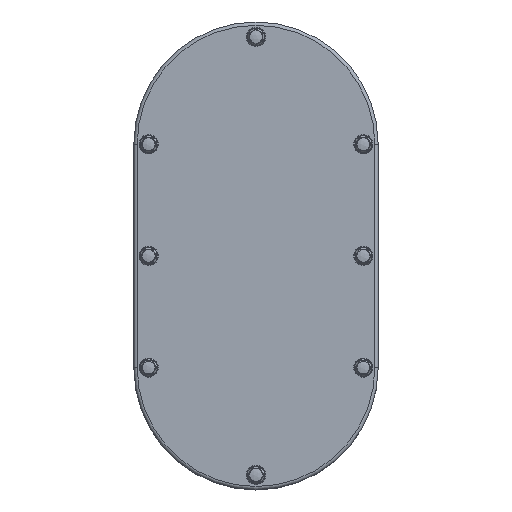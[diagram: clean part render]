
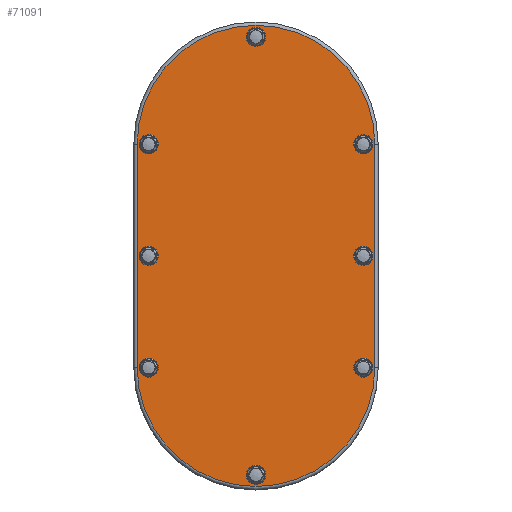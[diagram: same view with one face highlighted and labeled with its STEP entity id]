
A CAD part, top view. The second image highlights one B-rep face of the part: STEP entity #71091.
In plain terms, the highlighted planar face has unit normal (0, 0, 1).
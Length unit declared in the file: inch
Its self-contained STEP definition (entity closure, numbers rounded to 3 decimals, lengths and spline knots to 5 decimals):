
#624 = AXIS2_PLACEMENT_3D ( 'NONE', #67138, #37633, #61025 ) ;
#3398 = FACE_OUTER_BOUND ( 'NONE', #91613, .T. ) ;
#3481 = VERTEX_POINT ( 'NONE', #64938 ) ;
#4648 = ORIENTED_EDGE ( 'NONE', *, *, #17359, .T. ) ;
#4966 = AXIS2_PLACEMENT_3D ( 'NONE', #50483, #81489, #67231 ) ;
#7229 = CARTESIAN_POINT ( 'NONE',  ( 0., 7.77795, 4.86764 ) ) ;
#7254 = CIRCLE ( 'NONE', #57567, 0.22206 ) ;
#7514 = EDGE_LOOP ( 'NONE', ( #29671 ) ) ;
#9028 = CARTESIAN_POINT ( 'NONE',  ( 0., 5.25394, 4.86764 ) ) ;
#9062 = EDGE_CURVE ( 'NONE', #23589, #23589, #7254, .T. ) ;
#10496 = CARTESIAN_POINT ( 'NONE',  ( 2.52402, 2.62697, 4.86764 ) ) ;
#12829 = DIRECTION ( 'NONE',  ( 0., 1., 0. ) ) ;
#13006 = CARTESIAN_POINT ( 'NONE',  ( 2.79528, 0., 4.86764 ) ) ;
#13134 = EDGE_LOOP ( 'NONE', ( #20291 ) ) ;
#13745 = AXIS2_PLACEMENT_3D ( 'NONE', #10496, #26758, #64343 ) ;
#14451 = DIRECTION ( 'NONE',  ( 0., -1., 0. ) ) ;
#15078 = EDGE_CURVE ( 'NONE', #26080, #26080, #90033, .T. ) ;
#17120 = DIRECTION ( 'NONE',  ( -1., 0., 0. ) ) ;
#17359 = EDGE_CURVE ( 'NONE', #57516, #75404, #36820, .T. ) ;
#17604 = FACE_BOUND ( 'NONE', #33694, .T. ) ;
#18243 = DIRECTION ( 'NONE',  ( -1., 0., 0. ) ) ;
#18582 = ORIENTED_EDGE ( 'NONE', *, *, #38834, .F. ) ;
#19120 = FACE_BOUND ( 'NONE', #7514, .T. ) ;
#20291 = ORIENTED_EDGE ( 'NONE', *, *, #53069, .F. ) ;
#20667 = EDGE_LOOP ( 'NONE', ( #23416 ) ) ;
#21340 = ORIENTED_EDGE ( 'NONE', *, *, #48663, .T. ) ;
#23416 = ORIENTED_EDGE ( 'NONE', *, *, #50909, .F. ) ;
#23474 = CARTESIAN_POINT ( 'NONE',  ( -2.30195, 0., 4.86764 ) ) ;
#23589 = VERTEX_POINT ( 'NONE', #92657 ) ;
#24235 = EDGE_LOOP ( 'NONE', ( #46718 ) ) ;
#26080 = VERTEX_POINT ( 'NONE', #96154 ) ;
#26637 = EDGE_LOOP ( 'NONE', ( #29167 ) ) ;
#26758 = DIRECTION ( 'NONE',  ( 0., 0., 1. ) ) ;
#26993 = CIRCLE ( 'NONE', #64310, 0.22206 ) ;
#27355 = CARTESIAN_POINT ( 'NONE',  ( -2.30195, 2.62697, 4.86764 ) ) ;
#29167 = ORIENTED_EDGE ( 'NONE', *, *, #77272, .F. ) ;
#29671 = ORIENTED_EDGE ( 'NONE', *, *, #60234, .F. ) ;
#30680 = ORIENTED_EDGE ( 'NONE', *, *, #88274, .T. ) ;
#32580 = AXIS2_PLACEMENT_3D ( 'NONE', #9028, #40488, #17120 ) ;
#33503 = ORIENTED_EDGE ( 'NONE', *, *, #88289, .T. ) ;
#33694 = EDGE_LOOP ( 'NONE', ( #18582 ) ) ;
#33950 = CARTESIAN_POINT ( 'NONE',  ( -2.74608, 5.25394, 4.86764 ) ) ;
#34215 = AXIS2_PLACEMENT_3D ( 'NONE', #78159, #55792, #94874 ) ;
#34239 = CIRCLE ( 'NONE', #73176, 0.22206 ) ;
#34373 = FACE_BOUND ( 'NONE', #67848, .T. ) ;
#34641 = CARTESIAN_POINT ( 'NONE',  ( -2.79528, 0., 4.86764 ) ) ;
#36161 = LINE ( 'NONE', #38150, #97904 ) ;
#36820 = LINE ( 'NONE', #44959, #39115 ) ;
#37633 = DIRECTION ( 'NONE',  ( 0., 0., 1. ) ) ;
#38150 = CARTESIAN_POINT ( 'NONE',  ( 2.79528, 5.25394, 4.86764 ) ) ;
#38834 = EDGE_CURVE ( 'NONE', #66559, #66559, #46859, .T. ) ;
#39115 = VECTOR ( 'NONE', #14451, 39.37008 ) ;
#40488 = DIRECTION ( 'NONE',  ( 0., 0., -1. ) ) ;
#41497 = FACE_BOUND ( 'NONE', #46424, .T. ) ;
#44008 = CARTESIAN_POINT ( 'NONE',  ( -2.52402, 5.25394, 4.86764 ) ) ;
#44521 = DIRECTION ( 'NONE',  ( 0., 0., 1. ) ) ;
#44959 = CARTESIAN_POINT ( 'NONE',  ( -2.79528, 5.25394, 4.86764 ) ) ;
#46050 = CARTESIAN_POINT ( 'NONE',  ( 0., -2.52402, 4.86764 ) ) ;
#46424 = EDGE_LOOP ( 'NONE', ( #64014 ) ) ;
#46718 = ORIENTED_EDGE ( 'NONE', *, *, #15078, .F. ) ;
#46859 = CIRCLE ( 'NONE', #69549, 0.22206 ) ;
#47075 = CARTESIAN_POINT ( 'NONE',  ( 2.79528, 5.25394, 4.86764 ) ) ;
#48663 = EDGE_CURVE ( 'NONE', #75404, #91228, #71550, .T. ) ;
#50483 = CARTESIAN_POINT ( 'NONE',  ( -2.52402, 0., 4.86764 ) ) ;
#50909 = EDGE_CURVE ( 'NONE', #3481, #3481, #76797, .T. ) ;
#53069 = EDGE_CURVE ( 'NONE', #63446, #63446, #34239, .T. ) ;
#54642 = CIRCLE ( 'NONE', #57820, 0.22206 ) ;
#55792 = DIRECTION ( 'NONE',  ( 0., 0., 1. ) ) ;
#56729 = CARTESIAN_POINT ( 'NONE',  ( 2.52402, 0., 4.86764 ) ) ;
#57067 = VERTEX_POINT ( 'NONE', #88037 ) ;
#57228 = FACE_BOUND ( 'NONE', #24235, .T. ) ;
#57516 = VERTEX_POINT ( 'NONE', #65030 ) ;
#57567 = AXIS2_PLACEMENT_3D ( 'NONE', #83641, #81764, #18243 ) ;
#57743 = FACE_BOUND ( 'NONE', #13134, .T. ) ;
#57820 = AXIS2_PLACEMENT_3D ( 'NONE', #46050, #68397, #91254 ) ;
#58316 = DIRECTION ( 'NONE',  ( 0., 0., 1. ) ) ;
#60234 = EDGE_CURVE ( 'NONE', #74082, #74082, #26993, .T. ) ;
#61025 = DIRECTION ( 'NONE',  ( -1., 0., 0. ) ) ;
#63446 = VERTEX_POINT ( 'NONE', #33950 ) ;
#63863 = FACE_BOUND ( 'NONE', #26637, .T. ) ;
#64014 = ORIENTED_EDGE ( 'NONE', *, *, #85081, .F. ) ;
#64310 = AXIS2_PLACEMENT_3D ( 'NONE', #90297, #58316, #74563 ) ;
#64343 = DIRECTION ( 'NONE',  ( -1., 0., 0. ) ) ;
#64938 = CARTESIAN_POINT ( 'NONE',  ( 0., 8.00002, 4.86764 ) ) ;
#65030 = CARTESIAN_POINT ( 'NONE',  ( -2.79528, 5.25394, 4.86764 ) ) ;
#66559 = VERTEX_POINT ( 'NONE', #75704 ) ;
#67138 = CARTESIAN_POINT ( 'NONE',  ( 0., 5.25394, 4.86764 ) ) ;
#67231 = DIRECTION ( 'NONE',  ( 1., 0., 0. ) ) ;
#67848 = EDGE_LOOP ( 'NONE', ( #97756 ) ) ;
#68397 = DIRECTION ( 'NONE',  ( 0., 0., 1. ) ) ;
#69549 = AXIS2_PLACEMENT_3D ( 'NONE', #56729, #72971, #88201 ) ;
#71091 = ADVANCED_FACE ( 'NONE', ( #63863, #17604, #19120, #41497, #57228, #34373, #78633, #57743, #3398 ), #88705, .F. ) ;
#71550 = CIRCLE ( 'NONE', #34215, 2.79528 ) ;
#72971 = DIRECTION ( 'NONE',  ( 0., 0., 1. ) ) ;
#73176 = AXIS2_PLACEMENT_3D ( 'NONE', #44008, #44521, #74993 ) ;
#74082 = VERTEX_POINT ( 'NONE', #27355 ) ;
#74563 = DIRECTION ( 'NONE',  ( 1., 0., 0. ) ) ;
#74993 = DIRECTION ( 'NONE',  ( -1., 0., 0. ) ) ;
#75328 = DIRECTION ( 'NONE',  ( 0., 0., 1. ) ) ;
#75404 = VERTEX_POINT ( 'NONE', #34641 ) ;
#75704 = CARTESIAN_POINT ( 'NONE',  ( 2.30195, 0., 4.86764 ) ) ;
#76797 = CIRCLE ( 'NONE', #99454, 0.22206 ) ;
#77272 = EDGE_CURVE ( 'NONE', #57067, #57067, #54642, .T. ) ;
#78159 = CARTESIAN_POINT ( 'NONE',  ( 0., 0., 4.86764 ) ) ;
#78633 = FACE_BOUND ( 'NONE', #20667, .T. ) ;
#79123 = VERTEX_POINT ( 'NONE', #47075 ) ;
#81489 = DIRECTION ( 'NONE',  ( 0., 0., 1. ) ) ;
#81764 = DIRECTION ( 'NONE',  ( 0., 0., 1. ) ) ;
#83641 = CARTESIAN_POINT ( 'NONE',  ( 2.52402, 5.25394, 4.86764 ) ) ;
#85081 = EDGE_CURVE ( 'NONE', #86439, #86439, #92533, .T. ) ;
#86439 = VERTEX_POINT ( 'NONE', #23474 ) ;
#88037 = CARTESIAN_POINT ( 'NONE',  ( -0.22206, -2.52402, 4.86764 ) ) ;
#88166 = CIRCLE ( 'NONE', #624, 2.79528 ) ;
#88201 = DIRECTION ( 'NONE',  ( -1., 0., 0. ) ) ;
#88274 = EDGE_CURVE ( 'NONE', #79123, #57516, #88166, .T. ) ;
#88289 = EDGE_CURVE ( 'NONE', #91228, #79123, #36161, .T. ) ;
#88705 = PLANE ( 'NONE',  #32580 ) ;
#90033 = CIRCLE ( 'NONE', #13745, 0.22206 ) ;
#90297 = CARTESIAN_POINT ( 'NONE',  ( -2.52402, 2.62697, 4.86764 ) ) ;
#91228 = VERTEX_POINT ( 'NONE', #13006 ) ;
#91254 = DIRECTION ( 'NONE',  ( -1., 0., 0. ) ) ;
#91613 = EDGE_LOOP ( 'NONE', ( #30680, #4648, #21340, #33503 ) ) ;
#92533 = CIRCLE ( 'NONE', #4966, 0.22206 ) ;
#92657 = CARTESIAN_POINT ( 'NONE',  ( 2.30195, 5.25394, 4.86764 ) ) ;
#94874 = DIRECTION ( 'NONE',  ( -1., 0., 0. ) ) ;
#96154 = CARTESIAN_POINT ( 'NONE',  ( 2.30195, 2.62697, 4.86764 ) ) ;
#97756 = ORIENTED_EDGE ( 'NONE', *, *, #9062, .F. ) ;
#97904 = VECTOR ( 'NONE', #100113, 39.37008 ) ;
#99454 = AXIS2_PLACEMENT_3D ( 'NONE', #7229, #75328, #12829 ) ;
#100113 = DIRECTION ( 'NONE',  ( 0., 1., 0. ) ) ;
